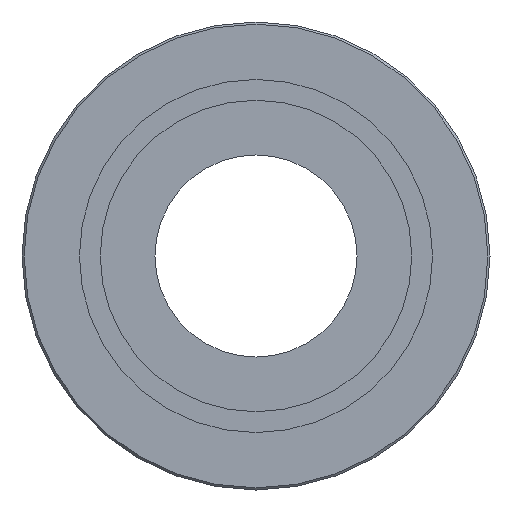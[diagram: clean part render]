
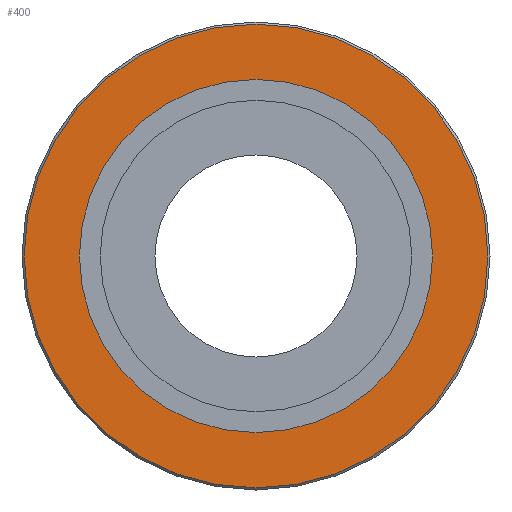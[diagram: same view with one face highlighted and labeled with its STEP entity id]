
A CAD part, front view. The second image highlights one B-rep face of the part: STEP entity #400.
In plain terms, the highlighted planar face has unit normal (0, -1, 0).
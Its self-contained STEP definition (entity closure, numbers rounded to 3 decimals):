
#26=FACE_BOUND('',#67,.T.);
#34=PLANE('',#446);
#43=FACE_OUTER_BOUND('',#66,.T.);
#66=EDGE_LOOP('',(#280));
#67=EDGE_LOOP('',(#281,#282));
#126=CIRCLE('',#445,54.5);
#127=CIRCLE('',#447,41.5);
#128=CIRCLE('',#448,41.5);
#172=VERTEX_POINT('',#671);
#173=VERTEX_POINT('',#675);
#174=VERTEX_POINT('',#676);
#218=EDGE_CURVE('',#172,#172,#126,.T.);
#219=EDGE_CURVE('',#173,#174,#127,.T.);
#220=EDGE_CURVE('',#174,#173,#128,.T.);
#280=ORIENTED_EDGE('',*,*,#218,.F.);
#281=ORIENTED_EDGE('',*,*,#219,.T.);
#282=ORIENTED_EDGE('',*,*,#220,.T.);
#400=ADVANCED_FACE('',(#43,#26),#34,.T.);
#445=AXIS2_PLACEMENT_3D('',#673,#520,#521);
#446=AXIS2_PLACEMENT_3D('',#674,#522,#523);
#447=AXIS2_PLACEMENT_3D('',#677,#524,#525);
#448=AXIS2_PLACEMENT_3D('',#678,#526,#527);
#520=DIRECTION('center_axis',(0.,1.,0.));
#521=DIRECTION('ref_axis',(1.,0.,0.));
#522=DIRECTION('center_axis',(0.,-1.,0.));
#523=DIRECTION('ref_axis',(0.,0.,-1.));
#524=DIRECTION('center_axis',(0.,1.,0.));
#525=DIRECTION('ref_axis',(1.,0.,0.));
#526=DIRECTION('center_axis',(0.,1.,0.));
#527=DIRECTION('ref_axis',(1.,0.,0.));
#671=CARTESIAN_POINT('',(-54.5,0.,0.));
#673=CARTESIAN_POINT('Origin',(0.,0.,0.));
#674=CARTESIAN_POINT('Origin',(-55.,0.,0.));
#675=CARTESIAN_POINT('',(-41.5,0.,0.));
#676=CARTESIAN_POINT('',(41.5,0.,0.));
#677=CARTESIAN_POINT('Origin',(0.,0.,0.));
#678=CARTESIAN_POINT('Origin',(0.,0.,0.));
